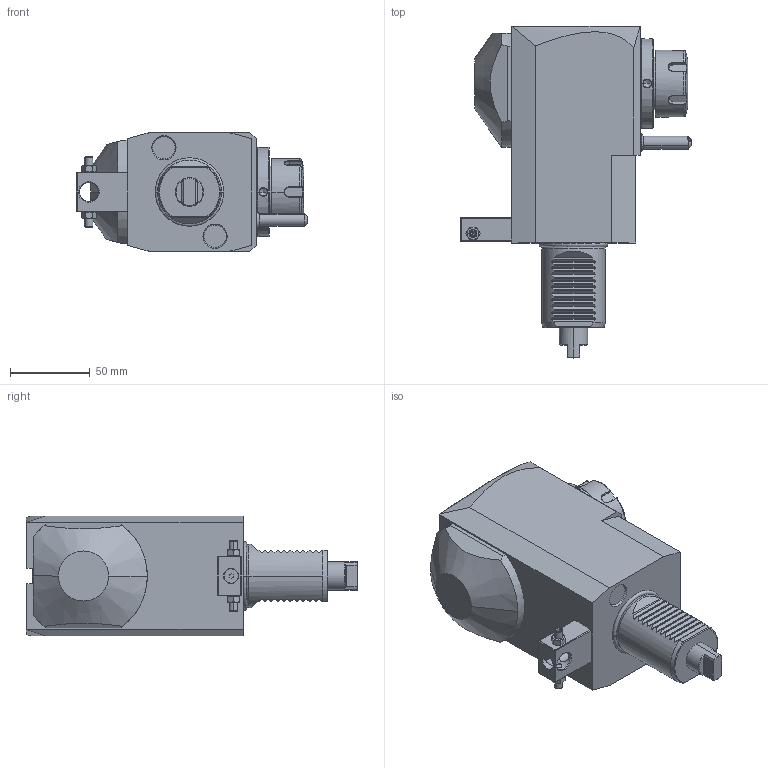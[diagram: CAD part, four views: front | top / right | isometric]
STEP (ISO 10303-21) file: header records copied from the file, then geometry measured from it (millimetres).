
FILE_DESCRIPTION((''),'2;1');
FILE_NAME('NGT1_40_221_25_2_3_100','2023-03-13T',('vali'),('NOVA GRUP'),'PRO/ENGINEER BY PARAMETRIC TECHNOLOGY CORPORATION, 2010280','PRO/ENGINEER BY PARAMETRIC TECHNOLOGY CORPORATION, 2010280','');
FILE_SCHEMA(('CONFIG_CONTROL_DESIGN'));
Length unit declared in the file: millimetre
Products named in the file (1): NGT1_40_221_25_2_3_100
Bounding box: 145.14 x 208 x 75 mm (x, y, z)
Volume: 981653.1 mm3; surface area: 76496.2 mm2
Topology: 1 solids, 1 shells, 467 faces, 1204 edges, 744 vertices
Faces by surface type: plane 224, cylinder 94, cone 77, bspline 54, torus 14, extrusion 2, sphere 2
Entity records: 20089 total; most frequent: CARTESIAN_POINT 9564, ORIENTED_EDGE 2368, DIRECTION 1846, EDGE_CURVE 1184, VERTEX_POINT 744, AXIS2_PLACEMENT_3D 621, VECTOR 604, LINE 602
